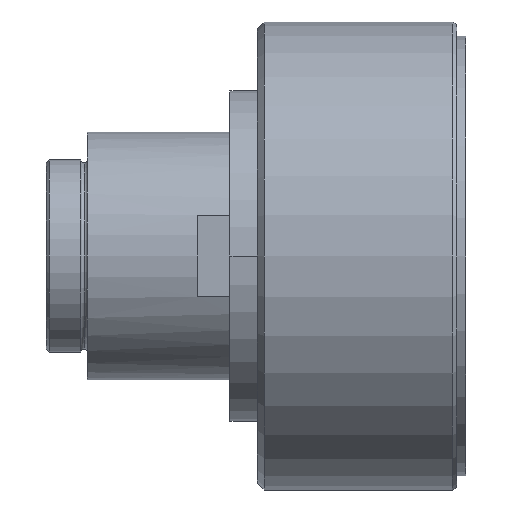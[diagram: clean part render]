
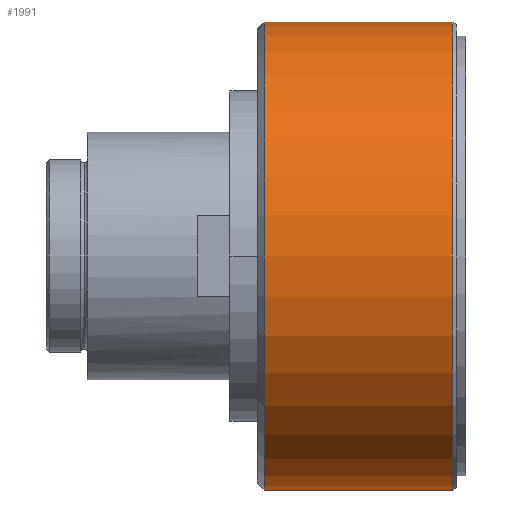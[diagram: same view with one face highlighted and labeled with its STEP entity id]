
A CAD part, left-side view. The second image highlights one B-rep face of the part: STEP entity #1991.
In plain terms, the highlighted cylindrical face has radius 53.975 mm (diameter 107.95 mm), a partial arc.
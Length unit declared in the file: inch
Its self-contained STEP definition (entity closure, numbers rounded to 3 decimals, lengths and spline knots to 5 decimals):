
#306 = CIRCLE ( 'NONE', #1795, 2.125 ) ;
#395 = ORIENTED_EDGE ( 'NONE', *, *, #1145, .T. ) ;
#448 = ORIENTED_EDGE ( 'NONE', *, *, #1214, .T. ) ;
#471 = ORIENTED_EDGE ( 'NONE', *, *, #615, .F. ) ;
#615 = EDGE_CURVE ( 'NONE', #3209, #3200, #1027, .T. ) ;
#626 = LINE ( 'NONE', #903, #1003 ) ;
#747 = DIRECTION ( 'NONE',  ( 0., 1., 0. ) ) ;
#769 = CYLINDRICAL_SURFACE ( 'NONE', #3006, 2.125 ) ;
#809 = DIRECTION ( 'NONE',  ( 0., -1., 0. ) ) ;
#903 = CARTESIAN_POINT ( 'NONE',  ( 0., 2.57855, 2.125 ) ) ;
#1003 = VECTOR ( 'NONE', #2179, 39.37008 ) ;
#1027 = LINE ( 'NONE', #1093, #1256 ) ;
#1093 = CARTESIAN_POINT ( 'NONE',  ( 0., 2.57855, -2.125 ) ) ;
#1145 = EDGE_CURVE ( 'NONE', #1525, #3200, #2254, .T. ) ;
#1214 = EDGE_CURVE ( 'NONE', #3366, #1525, #626, .T. ) ;
#1231 = ORIENTED_EDGE ( 'NONE', *, *, #2108, .T. ) ;
#1256 = VECTOR ( 'NONE', #747, 39.37008 ) ;
#1525 = VERTEX_POINT ( 'NONE', #2523 ) ;
#1555 = CARTESIAN_POINT ( 'NONE',  ( 0., 0.123, 2.125 ) ) ;
#1613 = DIRECTION ( 'NONE',  ( 0., 0., 1. ) ) ;
#1759 = CARTESIAN_POINT ( 'NONE',  ( 0., 1.833, -2.125 ) ) ;
#1795 = AXIS2_PLACEMENT_3D ( 'NONE', #2496, #3278, #3025 ) ;
#1910 = DIRECTION ( 'NONE',  ( 0., 0., 1. ) ) ;
#1991 = ADVANCED_FACE ( 'NONE', ( #2309 ), #769, .T. ) ;
#2106 = CARTESIAN_POINT ( 'NONE',  ( 0., 1.833, 0. ) ) ;
#2108 = EDGE_CURVE ( 'NONE', #3209, #3366, #306, .T. ) ;
#2179 = DIRECTION ( 'NONE',  ( 0., 1., 0. ) ) ;
#2254 = CIRCLE ( 'NONE', #2858, 2.125 ) ;
#2309 = FACE_OUTER_BOUND ( 'NONE', #3087, .T. ) ;
#2496 = CARTESIAN_POINT ( 'NONE',  ( 0., 0.123, 0. ) ) ;
#2523 = CARTESIAN_POINT ( 'NONE',  ( 0., 1.833, 2.125 ) ) ;
#2858 = AXIS2_PLACEMENT_3D ( 'NONE', #2106, #809, #1613 ) ;
#2886 = DIRECTION ( 'NONE',  ( 0., 1., 0. ) ) ;
#3006 = AXIS2_PLACEMENT_3D ( 'NONE', #3212, #2886, #1910 ) ;
#3025 = DIRECTION ( 'NONE',  ( 0., 0., -1. ) ) ;
#3087 = EDGE_LOOP ( 'NONE', ( #471, #1231, #448, #395 ) ) ;
#3200 = VERTEX_POINT ( 'NONE', #1759 ) ;
#3209 = VERTEX_POINT ( 'NONE', #3355 ) ;
#3212 = CARTESIAN_POINT ( 'NONE',  ( 0., 2.57855, 0. ) ) ;
#3278 = DIRECTION ( 'NONE',  ( 0., 1., 0. ) ) ;
#3355 = CARTESIAN_POINT ( 'NONE',  ( 0., 0.123, -2.125 ) ) ;
#3366 = VERTEX_POINT ( 'NONE', #1555 ) ;
